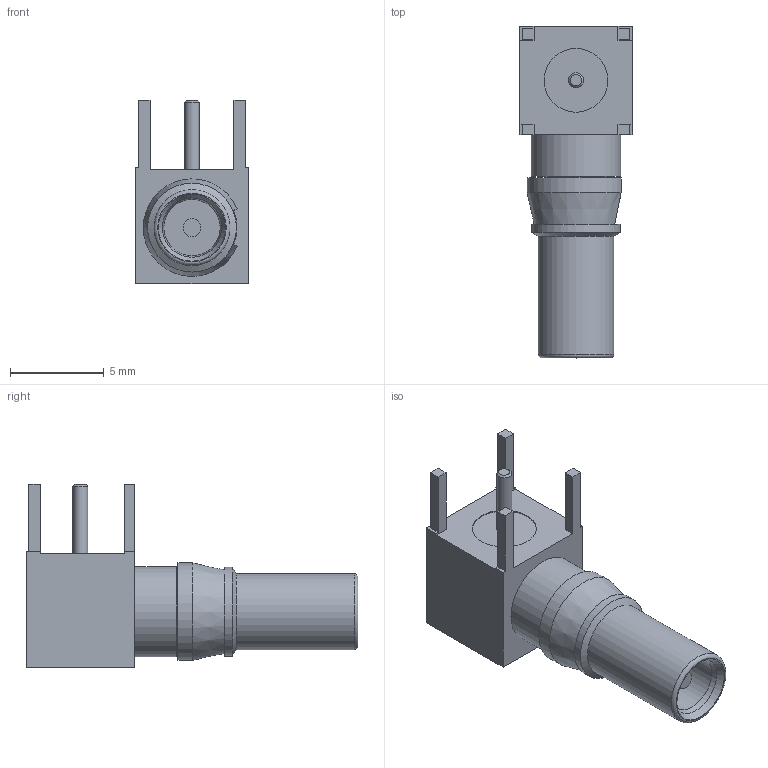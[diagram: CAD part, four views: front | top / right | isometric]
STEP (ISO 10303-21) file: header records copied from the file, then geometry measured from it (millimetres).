
FILE_DESCRIPTION(/* description */ (''),/* implementation_level */ '2;1');
FILE_NAME(/* name */ '100084745ugm000_c.stp',/* time_stamp */ '2014-07-14T13:52:49+02:00',/* author */ (''),/* organization */ (''),/* preprocessor_version */ 'ST-DEVELOPER v15',/* originating_system */ 'SIEMENS PLM Software NX 8.5',/* authorisation */ '');
FILE_SCHEMA (('AUTOMOTIVE_DESIGN { 1 0 10303 214 3 1 1 1 }'));
Length unit declared in the file: millimetre
Products named in the file (1): 100084745ugm000_c
Bounding box: 6 x 17.7 x 9.8 mm (x, y, z)
Volume: 358.9 mm3; surface area: 517.3 mm2
Topology: 1 solids, 1 shells, 53 faces, 126 edges, 82 vertices
Faces by surface type: plane 38, cylinder 9, cone 4, bspline 2
Full cylindrical faces by diameter (mm): 0.8 x1, 0.96 x1, 3 x2, 3.4 x1, 4.05 x1, 4.735 x1, 4.8 x1
Entity records: 1506 total; most frequent: CARTESIAN_POINT 287, DIRECTION 240, ORIENTED_EDGE 224, EDGE_CURVE 112, LINE 88, VECTOR 88, VERTEX_POINT 81, AXIS2_PLACEMENT_3D 76
